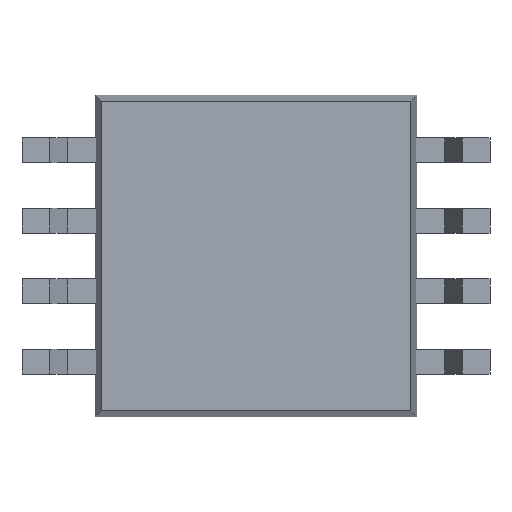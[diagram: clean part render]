
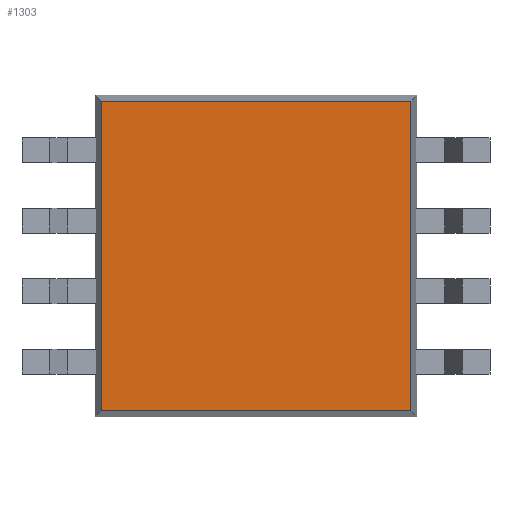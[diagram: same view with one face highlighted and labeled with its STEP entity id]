
A CAD part, front view. The second image highlights one B-rep face of the part: STEP entity #1303.
In plain terms, the highlighted planar face has unit normal (0, -1, 0).
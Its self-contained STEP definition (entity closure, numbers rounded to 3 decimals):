
#77 = CARTESIAN_POINT ( 'NONE',  ( 0., -0.6, 2.794 ) ) ;
#195 = LINE ( 'NONE', #3246, #266 ) ;
#266 = VECTOR ( 'NONE', #1022, 1000. ) ;
#412 = VERTEX_POINT ( 'NONE', #1749 ) ;
#458 = LINE ( 'NONE', #4219, #860 ) ;
#860 = VECTOR ( 'NONE', #1252, 1000. ) ;
#970 = LINE ( 'NONE', #2121, #4010 ) ;
#971 = CARTESIAN_POINT ( 'NONE',  ( 2.794, -0.6, 2.794 ) ) ;
#1022 = DIRECTION ( 'NONE',  ( -1., 0., 0. ) ) ;
#1197 = LINE ( 'NONE', #77, #3224 ) ;
#1252 = DIRECTION ( 'NONE',  ( 0., 0., -1. ) ) ;
#1303 = ADVANCED_FACE ( 'NONE', ( #2352 ), #3068, .F. ) ;
#1314 = ORIENTED_EDGE ( 'NONE', *, *, #2022, .F. ) ;
#1355 = EDGE_CURVE ( 'NONE', #412, #4544, #1197, .T. ) ;
#1396 = EDGE_LOOP ( 'NONE', ( #1314, #3627, #1439, #2956 ) ) ;
#1439 = ORIENTED_EDGE ( 'NONE', *, *, #4703, .F. ) ;
#1634 = CARTESIAN_POINT ( 'NONE',  ( 0., -0.6, 0. ) ) ;
#1749 = CARTESIAN_POINT ( 'NONE',  ( -2.794, -0.6, 2.794 ) ) ;
#1771 = VERTEX_POINT ( 'NONE', #3052 ) ;
#1882 = AXIS2_PLACEMENT_3D ( 'NONE', #1634, #1959, #3476 ) ;
#1959 = DIRECTION ( 'NONE',  ( 0., 1., 0. ) ) ;
#2022 = EDGE_CURVE ( 'NONE', #1771, #412, #970, .T. ) ;
#2121 = CARTESIAN_POINT ( 'NONE',  ( -2.794, -0.6, 0. ) ) ;
#2352 = FACE_OUTER_BOUND ( 'NONE', #1396, .T. ) ;
#2956 = ORIENTED_EDGE ( 'NONE', *, *, #1355, .F. ) ;
#3052 = CARTESIAN_POINT ( 'NONE',  ( -2.794, -0.6, -2.794 ) ) ;
#3068 = PLANE ( 'NONE',  #1882 ) ;
#3224 = VECTOR ( 'NONE', #4573, 1000. ) ;
#3246 = CARTESIAN_POINT ( 'NONE',  ( 0., -0.6, -2.794 ) ) ;
#3446 = EDGE_CURVE ( 'NONE', #3600, #1771, #195, .T. ) ;
#3476 = DIRECTION ( 'NONE',  ( 0., 0., 1. ) ) ;
#3600 = VERTEX_POINT ( 'NONE', #4004 ) ;
#3621 = DIRECTION ( 'NONE',  ( 0., 0., 1. ) ) ;
#3627 = ORIENTED_EDGE ( 'NONE', *, *, #3446, .F. ) ;
#4004 = CARTESIAN_POINT ( 'NONE',  ( 2.794, -0.6, -2.794 ) ) ;
#4010 = VECTOR ( 'NONE', #3621, 1000. ) ;
#4219 = CARTESIAN_POINT ( 'NONE',  ( 2.794, -0.6, 0. ) ) ;
#4544 = VERTEX_POINT ( 'NONE', #971 ) ;
#4573 = DIRECTION ( 'NONE',  ( 1., 0., 0. ) ) ;
#4703 = EDGE_CURVE ( 'NONE', #4544, #3600, #458, .T. ) ;
